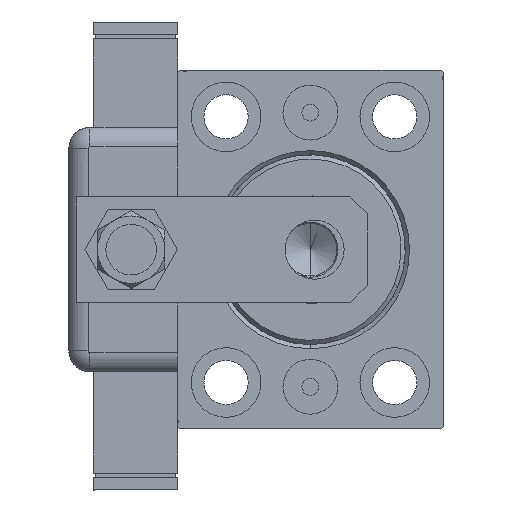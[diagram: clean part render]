
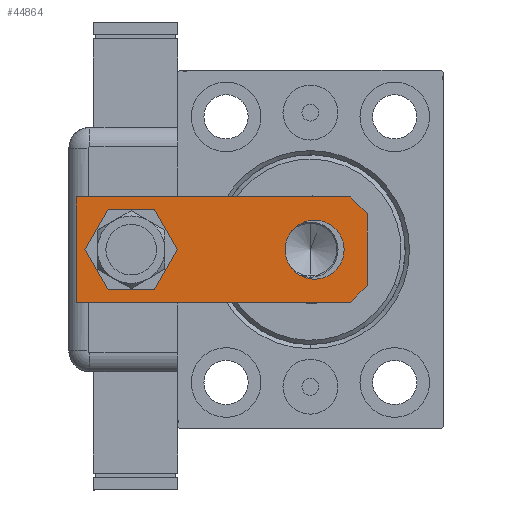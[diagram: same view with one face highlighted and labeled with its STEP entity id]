
A CAD part, left-side view. The second image highlights one B-rep face of the part: STEP entity #44864.
In plain terms, the highlighted face is planar.
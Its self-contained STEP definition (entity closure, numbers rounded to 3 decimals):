
#1572 = ORIENTED_EDGE ( 'NONE', *, *, #36620, .T. ) ;
#1687 = CIRCLE ( 'NONE', #48759, 7. ) ;
#3289 = ORIENTED_EDGE ( 'NONE', *, *, #46475, .T. ) ;
#4495 = ORIENTED_EDGE ( 'NONE', *, *, #8587, .F. ) ;
#4626 = LINE ( 'NONE', #18487, #30048 ) ;
#4876 = ORIENTED_EDGE ( 'NONE', *, *, #20781, .T. ) ;
#6432 = AXIS2_PLACEMENT_3D ( 'NONE', #21407, #12062, #16288 ) ;
#7490 = DIRECTION ( 'NONE',  ( -0.707, -0.707, 0. ) ) ;
#7511 = VERTEX_POINT ( 'NONE', #15201 ) ;
#8101 = VERTEX_POINT ( 'NONE', #51653 ) ;
#8587 = EDGE_CURVE ( 'NONE', #53171, #8101, #44952, .T. ) ;
#8904 = DIRECTION ( 'NONE',  ( 1., 0., 0. ) ) ;
#9681 = VERTEX_POINT ( 'NONE', #15878 ) ;
#9749 = DIRECTION ( 'NONE',  ( -0.707, 0.707, 0. ) ) ;
#10061 = VERTEX_POINT ( 'NONE', #49757 ) ;
#11478 = DIRECTION ( 'NONE',  ( 1., 0., 0. ) ) ;
#11705 = VECTOR ( 'NONE', #52295, 1000. ) ;
#12062 = DIRECTION ( 'NONE',  ( 0., 0., 1. ) ) ;
#12731 = EDGE_CURVE ( 'NONE', #7511, #9681, #14064, .T. ) ;
#14064 = LINE ( 'NONE', #32125, #21298 ) ;
#14564 = EDGE_CURVE ( 'NONE', #9681, #53171, #15928, .T. ) ;
#15201 = CARTESIAN_POINT ( 'NONE',  ( 12.5, 4., 0. ) ) ;
#15878 = CARTESIAN_POINT ( 'NONE',  ( 12.5, 69., 0. ) ) ;
#15928 = LINE ( 'NONE', #43895, #11705 ) ;
#16264 = ORIENTED_EDGE ( 'NONE', *, *, #54953, .T. ) ;
#16288 = DIRECTION ( 'NONE',  ( 1., 0., 0. ) ) ;
#16689 = EDGE_CURVE ( 'NONE', #10061, #8101, #4626, .T. ) ;
#16696 = CARTESIAN_POINT ( 'NONE',  ( -12.5, 69., 0. ) ) ;
#16896 = CARTESIAN_POINT ( 'NONE',  ( 0., 0., 0. ) ) ;
#17151 = EDGE_CURVE ( 'NONE', #10061, #53833, #28622, .T. ) ;
#18161 = VECTOR ( 'NONE', #7490, 1000. ) ;
#18177 = CARTESIAN_POINT ( 'NONE',  ( 0., 12.5, 0. ) ) ;
#18487 = CARTESIAN_POINT ( 'NONE',  ( -8.5, 0., 0. ) ) ;
#18588 = DIRECTION ( 'NONE',  ( 0., 1., 0. ) ) ;
#18979 = ORIENTED_EDGE ( 'NONE', *, *, #35340, .T. ) ;
#19494 = CIRCLE ( 'NONE', #50203, 7. ) ;
#19918 = CARTESIAN_POINT ( 'NONE',  ( 0., 56., 0. ) ) ;
#20781 = EDGE_CURVE ( 'NONE', #51966, #27284, #19494, .T. ) ;
#21094 = DIRECTION ( 'NONE',  ( 0., 0., 1. ) ) ;
#21108 = FACE_OUTER_BOUND ( 'NONE', #29588, .T. ) ;
#21298 = VECTOR ( 'NONE', #18588, 1000. ) ;
#21407 = CARTESIAN_POINT ( 'NONE',  ( 0., 12.5, 0. ) ) ;
#21637 = CARTESIAN_POINT ( 'NONE',  ( 12.5, 4., 0. ) ) ;
#22631 = CARTESIAN_POINT ( 'NONE',  ( -12.5, 0., 0. ) ) ;
#26758 = EDGE_LOOP ( 'NONE', ( #3289, #4876 ) ) ;
#27284 = VERTEX_POINT ( 'NONE', #35581 ) ;
#28622 = LINE ( 'NONE', #22631, #51189 ) ;
#29588 = EDGE_LOOP ( 'NONE', ( #50134, #36775, #4495, #55287, #40459, #1572 ) ) ;
#30048 = VECTOR ( 'NONE', #9749, 1000. ) ;
#30531 = DIRECTION ( 'NONE',  ( 0., -1., 0. ) ) ;
#30729 = FACE_BOUND ( 'NONE', #31412, .T. ) ;
#31412 = EDGE_LOOP ( 'NONE', ( #18979, #16264 ) ) ;
#32125 = CARTESIAN_POINT ( 'NONE',  ( 12.5, 0., 0. ) ) ;
#32500 = CARTESIAN_POINT ( 'NONE',  ( 7., 56., 0. ) ) ;
#34354 = FACE_BOUND ( 'NONE', #26758, .T. ) ;
#34637 = DIRECTION ( 'NONE',  ( 1., 0., 0. ) ) ;
#35298 = AXIS2_PLACEMENT_3D ( 'NONE', #16896, #49059, #11478 ) ;
#35340 = EDGE_CURVE ( 'NONE', #37936, #59294, #47749, .T. ) ;
#35581 = CARTESIAN_POINT ( 'NONE',  ( -7., 56., 0. ) ) ;
#36620 = EDGE_CURVE ( 'NONE', #7511, #53833, #43899, .T. ) ;
#36775 = ORIENTED_EDGE ( 'NONE', *, *, #16689, .T. ) ;
#36879 = CARTESIAN_POINT ( 'NONE',  ( 0., 56., 0. ) ) ;
#37059 = DIRECTION ( 'NONE',  ( 1., 0., 0. ) ) ;
#37936 = VERTEX_POINT ( 'NONE', #53285 ) ;
#40307 = VECTOR ( 'NONE', #30531, 1000. ) ;
#40459 = ORIENTED_EDGE ( 'NONE', *, *, #12731, .F. ) ;
#41026 = DIRECTION ( 'NONE',  ( 0., 0., 1. ) ) ;
#42411 = CARTESIAN_POINT ( 'NONE',  ( -12.5, 69., 0. ) ) ;
#43895 = CARTESIAN_POINT ( 'NONE',  ( 12.5, 69., 0. ) ) ;
#43899 = LINE ( 'NONE', #21637, #18161 ) ;
#44864 = ADVANCED_FACE ( 'NONE', ( #21108, #34354, #30729 ), #52660, .F. ) ;
#44952 = LINE ( 'NONE', #16696, #40307 ) ;
#46475 = EDGE_CURVE ( 'NONE', #27284, #51966, #1687, .T. ) ;
#47749 = CIRCLE ( 'NONE', #6432, 7. ) ;
#48025 = AXIS2_PLACEMENT_3D ( 'NONE', #18177, #41026, #49154 ) ;
#48759 = AXIS2_PLACEMENT_3D ( 'NONE', #19918, #21094, #34637 ) ;
#49059 = DIRECTION ( 'NONE',  ( 0., 0., 1. ) ) ;
#49154 = DIRECTION ( 'NONE',  ( 1., 0., 0. ) ) ;
#49757 = CARTESIAN_POINT ( 'NONE',  ( -8.5, 0., 0. ) ) ;
#49907 = CIRCLE ( 'NONE', #48025, 7. ) ;
#50134 = ORIENTED_EDGE ( 'NONE', *, *, #17151, .F. ) ;
#50203 = AXIS2_PLACEMENT_3D ( 'NONE', #36879, #54606, #8904 ) ;
#50392 = CARTESIAN_POINT ( 'NONE',  ( 8.5, 0., 0. ) ) ;
#51189 = VECTOR ( 'NONE', #37059, 1000. ) ;
#51653 = CARTESIAN_POINT ( 'NONE',  ( -12.5, 4., 0. ) ) ;
#51966 = VERTEX_POINT ( 'NONE', #32500 ) ;
#52295 = DIRECTION ( 'NONE',  ( -1., 0., 0. ) ) ;
#52660 = PLANE ( 'NONE',  #35298 ) ;
#53171 = VERTEX_POINT ( 'NONE', #42411 ) ;
#53285 = CARTESIAN_POINT ( 'NONE',  ( -7., 12.5, 0. ) ) ;
#53390 = CARTESIAN_POINT ( 'NONE',  ( 7., 12.5, 0. ) ) ;
#53833 = VERTEX_POINT ( 'NONE', #50392 ) ;
#54606 = DIRECTION ( 'NONE',  ( 0., 0., 1. ) ) ;
#54953 = EDGE_CURVE ( 'NONE', #59294, #37936, #49907, .T. ) ;
#55287 = ORIENTED_EDGE ( 'NONE', *, *, #14564, .F. ) ;
#59294 = VERTEX_POINT ( 'NONE', #53390 ) ;
